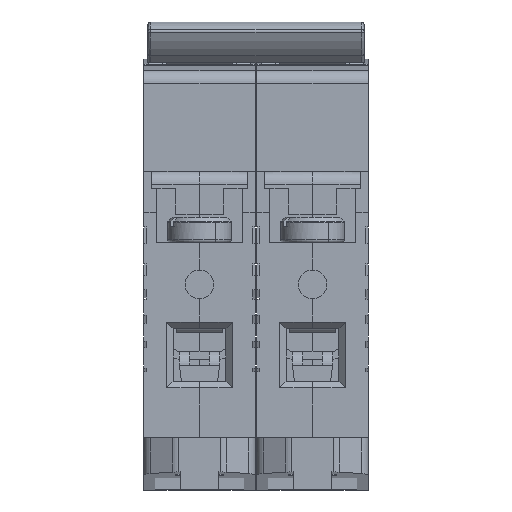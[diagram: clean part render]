
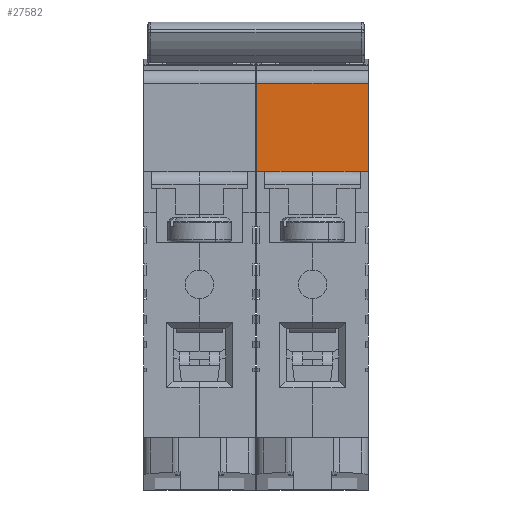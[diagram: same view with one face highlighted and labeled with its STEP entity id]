
A CAD part, front view. The second image highlights one B-rep face of the part: STEP entity #27582.
In plain terms, the highlighted planar face has unit normal (0, -1, 0).
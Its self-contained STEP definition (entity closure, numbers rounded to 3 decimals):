
#360 = ORIENTED_EDGE ( 'NONE', *, *, #48903, .F. ) ;
#2610 = DIRECTION ( 'NONE',  ( -1., 0., 0. ) ) ;
#5146 = CARTESIAN_POINT ( 'NONE',  ( 26.45, -22.6, 49.9 ) ) ;
#5491 = EDGE_CURVE ( 'NONE', #7163, #72036, #56279, .T. ) ;
#5714 = FACE_OUTER_BOUND ( 'NONE', #30209, .T. ) ;
#7163 = VERTEX_POINT ( 'NONE', #5146 ) ;
#10794 = ORIENTED_EDGE ( 'NONE', *, *, #34420, .F. ) ;
#15353 = CARTESIAN_POINT ( 'NONE',  ( 8.95, -22.6, 49.9 ) ) ;
#17035 = VECTOR ( 'NONE', #77485, 1000. ) ;
#23255 = ORIENTED_EDGE ( 'NONE', *, *, #56859, .T. ) ;
#25163 = DIRECTION ( 'NONE',  ( -1., 0., 0. ) ) ;
#27582 = ADVANCED_FACE ( 'NONE', ( #5714 ), #47253, .F. ) ;
#27769 = EDGE_CURVE ( 'NONE', #65483, #64939, #45228, .T. ) ;
#30209 = EDGE_LOOP ( 'NONE', ( #10794, #23255, #51540, #360, #68822 ) ) ;
#30569 = CARTESIAN_POINT ( 'NONE',  ( 26.45, -22.6, 49.9 ) ) ;
#30820 = VECTOR ( 'NONE', #39315, 1000. ) ;
#34420 = EDGE_CURVE ( 'NONE', #75932, #7163, #43945, .T. ) ;
#34593 = AXIS2_PLACEMENT_3D ( 'NONE', #71173, #40611, #46489 ) ;
#35300 = CARTESIAN_POINT ( 'NONE',  ( 8.95, -22.6, 49.9 ) ) ;
#38869 = CARTESIAN_POINT ( 'NONE',  ( 26.45, -22.6, 63.728 ) ) ;
#39009 = CARTESIAN_POINT ( 'NONE',  ( 26.45, -22.6, 49.9 ) ) ;
#39315 = DIRECTION ( 'NONE',  ( 0., 0., -1. ) ) ;
#40611 = DIRECTION ( 'NONE',  ( 0., 1., 0. ) ) ;
#41082 = CARTESIAN_POINT ( 'NONE',  ( 26.45, -22.6, 49.9 ) ) ;
#41459 = LINE ( 'NONE', #41082, #17035 ) ;
#43051 = CARTESIAN_POINT ( 'NONE',  ( 26.45, -22.6, 63.728 ) ) ;
#43945 = LINE ( 'NONE', #30569, #61849 ) ;
#44871 = VECTOR ( 'NONE', #2610, 1000. ) ;
#45228 = LINE ( 'NONE', #15353, #30820 ) ;
#46489 = DIRECTION ( 'NONE',  ( 0., 0., 1. ) ) ;
#47253 = PLANE ( 'NONE',  #34593 ) ;
#48903 = EDGE_CURVE ( 'NONE', #72036, #64939, #41459, .T. ) ;
#49320 = CARTESIAN_POINT ( 'NONE',  ( 17.7, -22.6, 49.9 ) ) ;
#50023 = CARTESIAN_POINT ( 'NONE',  ( 8.95, -22.6, 63.728 ) ) ;
#51540 = ORIENTED_EDGE ( 'NONE', *, *, #27769, .T. ) ;
#51683 = VECTOR ( 'NONE', #25163, 1000. ) ;
#54492 = DIRECTION ( 'NONE',  ( 0., 0., -1. ) ) ;
#56279 = LINE ( 'NONE', #39009, #44871 ) ;
#56859 = EDGE_CURVE ( 'NONE', #75932, #65483, #67140, .T. ) ;
#61849 = VECTOR ( 'NONE', #54492, 1000. ) ;
#64939 = VERTEX_POINT ( 'NONE', #35300 ) ;
#65483 = VERTEX_POINT ( 'NONE', #50023 ) ;
#67140 = LINE ( 'NONE', #38869, #51683 ) ;
#68822 = ORIENTED_EDGE ( 'NONE', *, *, #5491, .F. ) ;
#71173 = CARTESIAN_POINT ( 'NONE',  ( 26.45, -22.6, 49.9 ) ) ;
#72036 = VERTEX_POINT ( 'NONE', #49320 ) ;
#75932 = VERTEX_POINT ( 'NONE', #43051 ) ;
#77485 = DIRECTION ( 'NONE',  ( -1., 0., 0. ) ) ;
